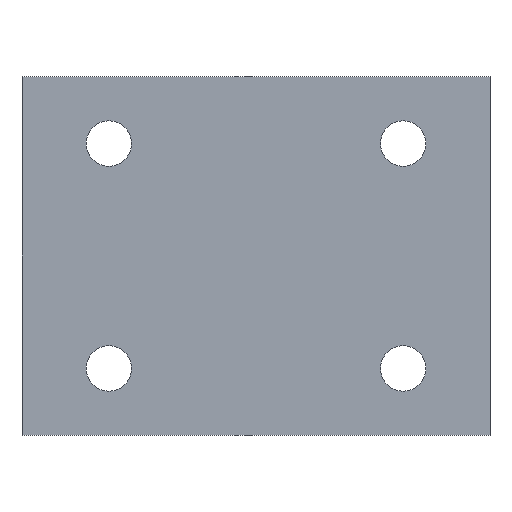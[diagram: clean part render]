
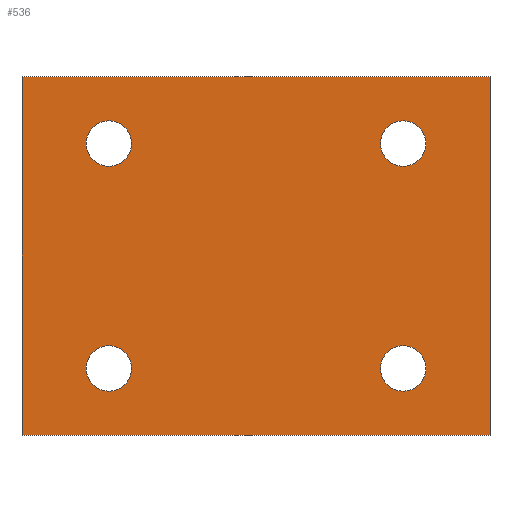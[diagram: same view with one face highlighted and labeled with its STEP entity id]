
A CAD part, front view. The second image highlights one B-rep face of the part: STEP entity #536.
In plain terms, the highlighted planar face has unit normal (0, -1, 0).
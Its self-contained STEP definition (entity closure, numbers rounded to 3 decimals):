
#27 = DIRECTION ( 'NONE',  ( 0., 0., 1. ) ) ;
#38 = DIRECTION ( 'NONE',  ( 0., 0., 1. ) ) ;
#60 = DIRECTION ( 'NONE',  ( 0., 1., 0. ) ) ;
#83 = FACE_BOUND ( 'NONE', #232, .T. ) ;
#90 = EDGE_CURVE ( 'NONE', #552, #525, #603, .T. ) ;
#92 = EDGE_CURVE ( 'NONE', #669, #298, #311, .T. ) ;
#96 = ORIENTED_EDGE ( 'NONE', *, *, #225, .T. ) ;
#103 = VECTOR ( 'NONE', #444, 1000. ) ;
#104 = CARTESIAN_POINT ( 'NONE',  ( 28.5, 0., -21.82 ) ) ;
#108 = CARTESIAN_POINT ( 'NONE',  ( 35., 0., 0. ) ) ;
#110 = VERTEX_POINT ( 'NONE', #221 ) ;
#116 = CARTESIAN_POINT ( 'NONE',  ( 35., 0., 0. ) ) ;
#136 = VERTEX_POINT ( 'NONE', #882 ) ;
#143 = AXIS2_PLACEMENT_3D ( 'NONE', #727, #587, #324 ) ;
#151 = DIRECTION ( 'NONE',  ( 0., 0., 1. ) ) ;
#158 = CARTESIAN_POINT ( 'NONE',  ( 28.5, 0., -23.52 ) ) ;
#159 = DIRECTION ( 'NONE',  ( 0., 0., 1. ) ) ;
#162 = CARTESIAN_POINT ( 'NONE',  ( 6.5, 0., -5. ) ) ;
#181 = CARTESIAN_POINT ( 'NONE',  ( 28.5, 0., -20.12 ) ) ;
#198 = ORIENTED_EDGE ( 'NONE', *, *, #953, .T. ) ;
#200 = EDGE_CURVE ( 'NONE', #110, #537, #1017, .T. ) ;
#201 = CARTESIAN_POINT ( 'NONE',  ( 28.5, 0., -21.82 ) ) ;
#203 = ORIENTED_EDGE ( 'NONE', *, *, #90, .T. ) ;
#213 = ORIENTED_EDGE ( 'NONE', *, *, #440, .T. ) ;
#221 = CARTESIAN_POINT ( 'NONE',  ( 28.5, 0., -3.3 ) ) ;
#225 = EDGE_CURVE ( 'NONE', #947, #669, #838, .T. ) ;
#228 = CIRCLE ( 'NONE', #1019, 1.7 ) ;
#232 = EDGE_LOOP ( 'NONE', ( #774, #467 ) ) ;
#251 = CARTESIAN_POINT ( 'NONE',  ( 28.5, 0., -5. ) ) ;
#290 = ORIENTED_EDGE ( 'NONE', *, *, #992, .T. ) ;
#295 = CARTESIAN_POINT ( 'NONE',  ( 0., 0., 0. ) ) ;
#298 = VERTEX_POINT ( 'NONE', #948 ) ;
#301 = DIRECTION ( 'NONE',  ( 0., 1., 0. ) ) ;
#308 = DIRECTION ( 'NONE',  ( -1., 0., 0. ) ) ;
#311 = LINE ( 'NONE', #326, #757 ) ;
#324 = DIRECTION ( 'NONE',  ( 0., 0., 1. ) ) ;
#326 = CARTESIAN_POINT ( 'NONE',  ( 0., 0., -17.5 ) ) ;
#328 = EDGE_CURVE ( 'NONE', #1040, #136, #402, .T. ) ;
#329 = CARTESIAN_POINT ( 'NONE',  ( 6.5, 0., -23.52 ) ) ;
#339 = FACE_OUTER_BOUND ( 'NONE', #846, .T. ) ;
#347 = DIRECTION ( 'NONE',  ( 0., 0., 1. ) ) ;
#348 = AXIS2_PLACEMENT_3D ( 'NONE', #201, #301, #688 ) ;
#354 = EDGE_CURVE ( 'NONE', #539, #819, #938, .T. ) ;
#357 = CARTESIAN_POINT ( 'NONE',  ( 35., 0., 0. ) ) ;
#380 = EDGE_CURVE ( 'NONE', #947, #756, #956, .T. ) ;
#382 = AXIS2_PLACEMENT_3D ( 'NONE', #251, #845, #347 ) ;
#402 = CIRCLE ( 'NONE', #814, 1.7 ) ;
#414 = DIRECTION ( 'NONE',  ( 0., 0., -1. ) ) ;
#418 = PLANE ( 'NONE',  #143 ) ;
#432 = DIRECTION ( 'NONE',  ( 0., 1., 0. ) ) ;
#440 = EDGE_CURVE ( 'NONE', #525, #552, #569, .T. ) ;
#444 = DIRECTION ( 'NONE',  ( -1., 0., 0. ) ) ;
#449 = DIRECTION ( 'NONE',  ( 0., 1., 0. ) ) ;
#467 = ORIENTED_EDGE ( 'NONE', *, *, #770, .T. ) ;
#475 = DIRECTION ( 'NONE',  ( 0., 1., 0. ) ) ;
#490 = CIRCLE ( 'NONE', #926, 1.7 ) ;
#491 = DIRECTION ( 'NONE',  ( 0., 0., 1. ) ) ;
#524 = CARTESIAN_POINT ( 'NONE',  ( 6.5, 0., -21.82 ) ) ;
#525 = VERTEX_POINT ( 'NONE', #329 ) ;
#536 = ADVANCED_FACE ( 'NONE', ( #83, #660, #649, #890, #339 ), #418, .F. ) ;
#537 = VERTEX_POINT ( 'NONE', #816 ) ;
#539 = VERTEX_POINT ( 'NONE', #181 ) ;
#540 = CARTESIAN_POINT ( 'NONE',  ( 35., 0., -26.82 ) ) ;
#552 = VERTEX_POINT ( 'NONE', #899 ) ;
#555 = CIRCLE ( 'NONE', #677, 1.7 ) ;
#566 = AXIS2_PLACEMENT_3D ( 'NONE', #1032, #888, #159 ) ;
#569 = CIRCLE ( 'NONE', #925, 1.7 ) ;
#580 = EDGE_LOOP ( 'NONE', ( #940, #290 ) ) ;
#587 = DIRECTION ( 'NONE',  ( 0., 1., 0. ) ) ;
#603 = CIRCLE ( 'NONE', #566, 1.7 ) ;
#628 = EDGE_LOOP ( 'NONE', ( #203, #213 ) ) ;
#632 = LINE ( 'NONE', #540, #895 ) ;
#649 = FACE_BOUND ( 'NONE', #917, .T. ) ;
#660 = FACE_BOUND ( 'NONE', #628, .T. ) ;
#666 = ORIENTED_EDGE ( 'NONE', *, *, #380, .F. ) ;
#669 = VERTEX_POINT ( 'NONE', #295 ) ;
#677 = AXIS2_PLACEMENT_3D ( 'NONE', #162, #721, #491 ) ;
#688 = DIRECTION ( 'NONE',  ( 0., 0., 1. ) ) ;
#700 = CARTESIAN_POINT ( 'NONE',  ( 6.5, 0., -3.3 ) ) ;
#710 = CARTESIAN_POINT ( 'NONE',  ( 6.5, 0., -5. ) ) ;
#711 = CARTESIAN_POINT ( 'NONE',  ( 28.5, 0., -5. ) ) ;
#721 = DIRECTION ( 'NONE',  ( 0., 1., 0. ) ) ;
#727 = CARTESIAN_POINT ( 'NONE',  ( 35., 0., -17.5 ) ) ;
#756 = VERTEX_POINT ( 'NONE', #1013 ) ;
#757 = VECTOR ( 'NONE', #414, 1000. ) ;
#770 = EDGE_CURVE ( 'NONE', #136, #1040, #555, .T. ) ;
#774 = ORIENTED_EDGE ( 'NONE', *, *, #328, .T. ) ;
#790 = DIRECTION ( 'NONE',  ( 0., 0., -1. ) ) ;
#793 = ORIENTED_EDGE ( 'NONE', *, *, #92, .T. ) ;
#794 = VECTOR ( 'NONE', #790, 1000. ) ;
#814 = AXIS2_PLACEMENT_3D ( 'NONE', #710, #475, #151 ) ;
#816 = CARTESIAN_POINT ( 'NONE',  ( 28.5, 0., -6.7 ) ) ;
#819 = VERTEX_POINT ( 'NONE', #158 ) ;
#836 = ORIENTED_EDGE ( 'NONE', *, *, #1004, .F. ) ;
#838 = LINE ( 'NONE', #108, #103 ) ;
#845 = DIRECTION ( 'NONE',  ( 0., 1., 0. ) ) ;
#846 = EDGE_LOOP ( 'NONE', ( #793, #836, #666, #96 ) ) ;
#882 = CARTESIAN_POINT ( 'NONE',  ( 6.5, 0., -6.7 ) ) ;
#888 = DIRECTION ( 'NONE',  ( 0., 1., 0. ) ) ;
#890 = FACE_BOUND ( 'NONE', #580, .T. ) ;
#895 = VECTOR ( 'NONE', #308, 1000. ) ;
#899 = CARTESIAN_POINT ( 'NONE',  ( 6.5, 0., -20.12 ) ) ;
#917 = EDGE_LOOP ( 'NONE', ( #979, #198 ) ) ;
#925 = AXIS2_PLACEMENT_3D ( 'NONE', #524, #449, #38 ) ;
#926 = AXIS2_PLACEMENT_3D ( 'NONE', #711, #60, #943 ) ;
#938 = CIRCLE ( 'NONE', #348, 1.7 ) ;
#940 = ORIENTED_EDGE ( 'NONE', *, *, #200, .T. ) ;
#943 = DIRECTION ( 'NONE',  ( 0., 0., 1. ) ) ;
#947 = VERTEX_POINT ( 'NONE', #116 ) ;
#948 = CARTESIAN_POINT ( 'NONE',  ( 0., 0., -26.82 ) ) ;
#953 = EDGE_CURVE ( 'NONE', #819, #539, #228, .T. ) ;
#956 = LINE ( 'NONE', #357, #794 ) ;
#979 = ORIENTED_EDGE ( 'NONE', *, *, #354, .T. ) ;
#992 = EDGE_CURVE ( 'NONE', #537, #110, #490, .T. ) ;
#1004 = EDGE_CURVE ( 'NONE', #756, #298, #632, .T. ) ;
#1013 = CARTESIAN_POINT ( 'NONE',  ( 35., 0., -26.82 ) ) ;
#1017 = CIRCLE ( 'NONE', #382, 1.7 ) ;
#1019 = AXIS2_PLACEMENT_3D ( 'NONE', #104, #432, #27 ) ;
#1032 = CARTESIAN_POINT ( 'NONE',  ( 6.5, 0., -21.82 ) ) ;
#1040 = VERTEX_POINT ( 'NONE', #700 ) ;
